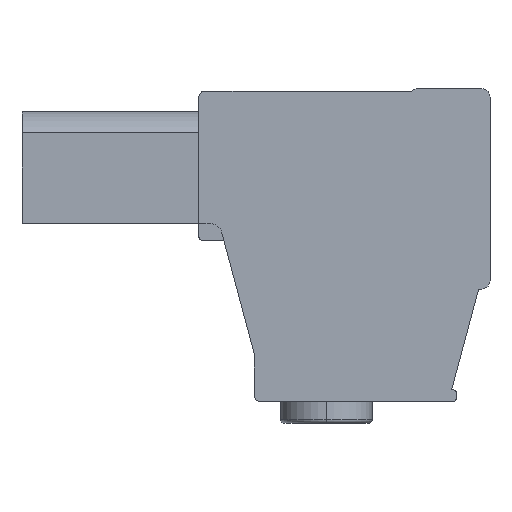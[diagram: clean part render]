
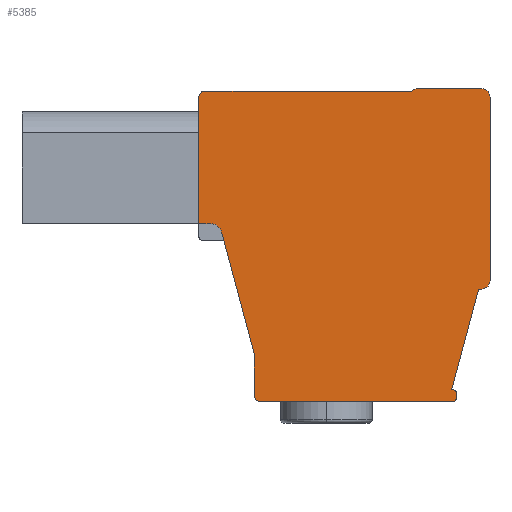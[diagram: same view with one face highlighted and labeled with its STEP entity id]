
A CAD part, front view. The second image highlights one B-rep face of the part: STEP entity #5385.
In plain terms, the highlighted planar face has unit normal (0, -1, 0).
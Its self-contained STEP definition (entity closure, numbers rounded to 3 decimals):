
#93=DIRECTION('',(0.,0.,1.));
#94=VECTOR('',#93,15.25);
#95=CARTESIAN_POINT('',(24.2,-50.64,-9.45));
#96=LINE('',#95,#94);
#185=CARTESIAN_POINT('',(23.5,-50.64,-9.45));
#186=DIRECTION('',(0.,1.,0.));
#187=DIRECTION('',(1.,0.,0.));
#188=AXIS2_PLACEMENT_3D('',#185,#186,#187);
#190=DIRECTION('',(-1.,0.,0.));
#191=VECTOR('',#190,0.25);
#192=CARTESIAN_POINT('',(23.5,-50.64,-10.15));
#193=LINE('',#192,#191);
#194=DIRECTION('',(-0.259,0.,-0.966));
#195=VECTOR('',#194,8.645);
#196=CARTESIAN_POINT('',(23.25,-50.64,-10.15));
#197=LINE('',#196,#195);
#198=DIRECTION('',(1.,0.,0.));
#199=VECTOR('',#198,0.087);
#200=CARTESIAN_POINT('',(21.013,-50.64,-18.5));
#201=LINE('',#200,#199);
#202=CARTESIAN_POINT('',(21.1,-50.64,-18.8));
#203=DIRECTION('',(0.,1.,0.));
#204=DIRECTION('',(0.,0.,1.));
#205=AXIS2_PLACEMENT_3D('',#202,#203,#204);
#207=DIRECTION('',(0.,0.,-1.));
#208=VECTOR('',#207,0.4);
#209=CARTESIAN_POINT('',(21.4,-50.64,-18.8));
#210=LINE('',#209,#208);
#211=CARTESIAN_POINT('',(21.1,-50.64,-19.2));
#212=DIRECTION('',(0.,1.,0.));
#213=DIRECTION('',(1.,0.,0.));
#214=AXIS2_PLACEMENT_3D('',#211,#212,#213);
#216=DIRECTION('',(-1.,0.,0.));
#217=VECTOR('',#216,16.);
#218=CARTESIAN_POINT('',(21.1,-50.64,-19.5));
#219=LINE('',#218,#217);
#220=CARTESIAN_POINT('',(5.1,-50.64,-19.));
#221=DIRECTION('',(0.,1.,0.));
#222=DIRECTION('',(0.,0.,-1.));
#223=AXIS2_PLACEMENT_3D('',#220,#221,#222);
#225=DIRECTION('',(0.,0.,1.));
#226=VECTOR('',#225,3.478);
#227=CARTESIAN_POINT('',(4.6,-50.64,-19.));
#228=LINE('',#227,#226);
#229=DIRECTION('',(-0.259,0.,0.966));
#230=VECTOR('',#229,10.436);
#231=CARTESIAN_POINT('',(4.6,-50.64,-15.522));
#232=LINE('',#231,#230);
#233=CARTESIAN_POINT('',(0.933,-50.64,-5.7));
#234=DIRECTION('',(0.,-1.,0.));
#235=DIRECTION('',(0.966,0.,0.259));
#236=AXIS2_PLACEMENT_3D('',#233,#234,#235);
#238=DIRECTION('',(-1.,0.,0.));
#239=VECTOR('',#238,0.933);
#240=CARTESIAN_POINT('',(0.933,-50.64,-4.7));
#241=LINE('',#240,#239);
#242=CARTESIAN_POINT('',(0.5,-50.64,5.8));
#243=DIRECTION('',(0.,1.,0.));
#244=DIRECTION('',(-1.,0.,0.));
#245=AXIS2_PLACEMENT_3D('',#242,#243,#244);
#247=DIRECTION('',(1.,0.,0.));
#248=VECTOR('',#247,17.204);
#249=CARTESIAN_POINT('',(0.5,-50.64,6.3));
#250=LINE('',#249,#248);
#251=DIRECTION('',(0.866,0.,0.5));
#252=VECTOR('',#251,0.4);
#253=CARTESIAN_POINT('',(17.704,-50.64,6.3));
#254=LINE('',#253,#252);
#255=DIRECTION('',(1.,0.,0.));
#256=VECTOR('',#255,5.45);
#257=CARTESIAN_POINT('',(18.05,-50.64,6.5));
#258=LINE('',#257,#256);
#259=CARTESIAN_POINT('',(23.5,-50.64,5.8));
#260=DIRECTION('',(0.,1.,0.));
#261=DIRECTION('',(0.,0.,1.));
#262=AXIS2_PLACEMENT_3D('',#259,#260,#261);
#501=DIRECTION('',(0.,0.,-1.));
#502=VECTOR('',#501,10.5);
#503=CARTESIAN_POINT('',(0.,-50.64,5.8));
#504=LINE('',#503,#502);
#4142=CARTESIAN_POINT('',(24.2,-50.64,-9.45));
#4143=CARTESIAN_POINT('',(23.5,-50.64,-10.15));
#4144=VERTEX_POINT('',#4142);
#4145=VERTEX_POINT('',#4143);
#4146=CARTESIAN_POINT('',(23.25,-50.64,-10.15));
#4147=VERTEX_POINT('',#4146);
#4148=CARTESIAN_POINT('',(21.013,-50.64,-18.5));
#4149=VERTEX_POINT('',#4148);
#4150=CARTESIAN_POINT('',(21.1,-50.64,-18.5));
#4151=VERTEX_POINT('',#4150);
#4152=CARTESIAN_POINT('',(21.4,-50.64,-18.8));
#4153=VERTEX_POINT('',#4152);
#4154=CARTESIAN_POINT('',(21.4,-50.64,-19.2));
#4155=VERTEX_POINT('',#4154);
#4156=CARTESIAN_POINT('',(21.1,-50.64,-19.5));
#4157=VERTEX_POINT('',#4156);
#4158=CARTESIAN_POINT('',(5.1,-50.64,-19.5));
#4159=VERTEX_POINT('',#4158);
#4160=CARTESIAN_POINT('',(4.6,-50.64,-19.));
#4161=VERTEX_POINT('',#4160);
#4162=CARTESIAN_POINT('',(4.6,-50.64,-15.522));
#4163=VERTEX_POINT('',#4162);
#4164=CARTESIAN_POINT('',(1.899,-50.64,-5.441));
#4165=VERTEX_POINT('',#4164);
#4166=CARTESIAN_POINT('',(0.933,-50.64,-4.7));
#4167=VERTEX_POINT('',#4166);
#4168=CARTESIAN_POINT('',(0.,-50.64,5.8));
#4169=CARTESIAN_POINT('',(0.5,-50.64,6.3));
#4170=VERTEX_POINT('',#4168);
#4171=VERTEX_POINT('',#4169);
#4172=CARTESIAN_POINT('',(17.704,-50.64,6.3));
#4173=VERTEX_POINT('',#4172);
#4174=CARTESIAN_POINT('',(18.05,-50.64,6.5));
#4175=VERTEX_POINT('',#4174);
#4176=CARTESIAN_POINT('',(23.5,-50.64,6.5));
#4177=VERTEX_POINT('',#4176);
#4178=CARTESIAN_POINT('',(24.2,-50.64,5.8));
#4179=VERTEX_POINT('',#4178);
#4214=CARTESIAN_POINT('',(0.,-50.64,-4.7));
#4215=VERTEX_POINT('',#4214);
#5339=CARTESIAN_POINT('',(0.,-50.64,0.));
#5340=DIRECTION('',(0.,1.,0.));
#5341=DIRECTION('',(1.,0.,0.));
#5342=AXIS2_PLACEMENT_3D('',#5339,#5340,#5341);
#5343=PLANE('',#5342);
#5344=ORIENTED_EDGE('',*,*,#5279,.F.);
#5346=ORIENTED_EDGE('',*,*,#5345,.T.);
#5348=ORIENTED_EDGE('',*,*,#5347,.T.);
#5350=ORIENTED_EDGE('',*,*,#5349,.T.);
#5352=ORIENTED_EDGE('',*,*,#5351,.T.);
#5354=ORIENTED_EDGE('',*,*,#5353,.T.);
#5356=ORIENTED_EDGE('',*,*,#5355,.T.);
#5358=ORIENTED_EDGE('',*,*,#5357,.T.);
#5360=ORIENTED_EDGE('',*,*,#5359,.T.);
#5362=ORIENTED_EDGE('',*,*,#5361,.T.);
#5364=ORIENTED_EDGE('',*,*,#5363,.T.);
#5366=ORIENTED_EDGE('',*,*,#5365,.T.);
#5368=ORIENTED_EDGE('',*,*,#5367,.T.);
#5370=ORIENTED_EDGE('',*,*,#5369,.T.);
#5372=ORIENTED_EDGE('',*,*,#5371,.F.);
#5374=ORIENTED_EDGE('',*,*,#5373,.T.);
#5376=ORIENTED_EDGE('',*,*,#5375,.T.);
#5378=ORIENTED_EDGE('',*,*,#5377,.T.);
#5380=ORIENTED_EDGE('',*,*,#5379,.T.);
#5382=ORIENTED_EDGE('',*,*,#5381,.T.);
#5383=EDGE_LOOP('',(#5344,#5346,#5348,#5350,#5352,#5354,#5356,#5358,#5360,#5362,
#5364,#5366,#5368,#5370,#5372,#5374,#5376,#5378,#5380,#5382));
#5384=FACE_OUTER_BOUND('',#5383,.F.);
#189=CIRCLE('',#188,0.7);
#206=CIRCLE('',#205,0.3);
#215=CIRCLE('',#214,0.3);
#224=CIRCLE('',#223,0.5);
#237=CIRCLE('',#236,1.);
#246=CIRCLE('',#245,0.5);
#263=CIRCLE('',#262,0.7);
#5279=EDGE_CURVE('',#4144,#4179,#96,.T.);
#5345=EDGE_CURVE('',#4144,#4145,#189,.T.);
#5347=EDGE_CURVE('',#4145,#4147,#193,.T.);
#5349=EDGE_CURVE('',#4147,#4149,#197,.T.);
#5351=EDGE_CURVE('',#4149,#4151,#201,.T.);
#5353=EDGE_CURVE('',#4151,#4153,#206,.T.);
#5355=EDGE_CURVE('',#4153,#4155,#210,.T.);
#5357=EDGE_CURVE('',#4155,#4157,#215,.T.);
#5359=EDGE_CURVE('',#4157,#4159,#219,.T.);
#5361=EDGE_CURVE('',#4159,#4161,#224,.T.);
#5363=EDGE_CURVE('',#4161,#4163,#228,.T.);
#5365=EDGE_CURVE('',#4163,#4165,#232,.T.);
#5367=EDGE_CURVE('',#4165,#4167,#237,.T.);
#5369=EDGE_CURVE('',#4167,#4215,#241,.T.);
#5371=EDGE_CURVE('',#4170,#4215,#504,.T.);
#5373=EDGE_CURVE('',#4170,#4171,#246,.T.);
#5375=EDGE_CURVE('',#4171,#4173,#250,.T.);
#5377=EDGE_CURVE('',#4173,#4175,#254,.T.);
#5379=EDGE_CURVE('',#4175,#4177,#258,.T.);
#5381=EDGE_CURVE('',#4177,#4179,#263,.T.);
#5385=ADVANCED_FACE('',(#5384),#5343,.F.);
